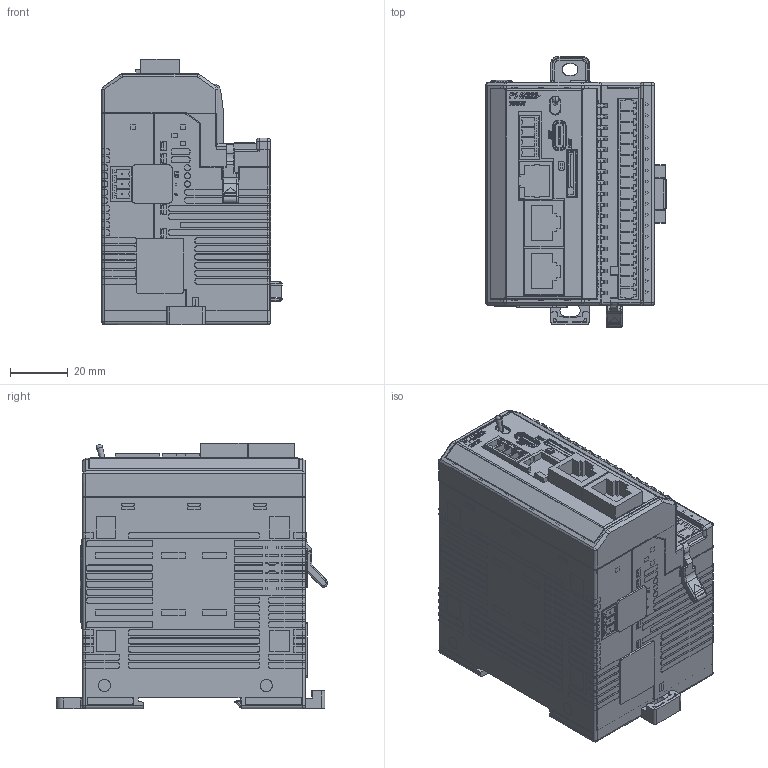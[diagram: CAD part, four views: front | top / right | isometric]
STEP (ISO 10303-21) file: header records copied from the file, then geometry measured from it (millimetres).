
FILE_DESCRIPTION (( 'STEP AP214' ), '1' );
FILE_NAME ('P1-M622-15DD2.STEP', '2025-05-20T15:41:56', ( '' ), ( '' ), 'SwSTEP 2.0', 'SolidWorks 2024', '' );
FILE_SCHEMA (( 'AUTOMOTIVE_DESIGN' ));
Length unit declared in the file: inch
Products named in the file (1): P1-M622-15DD2
Bounding box: 62.27 x 93.64 x 91.68 mm (x, y, z)
Volume: 35370.7 mm3; surface area: 76319.8 mm2
Topology: 12 solids, 23 shells, 3752 faces, 9816 edges, 6255 vertices
Faces by surface type: plane 2141, cylinder 886, bspline 687, cone 38
Entity records: 130103 total; most frequent: CARTESIAN_POINT 41669, ORIENTED_EDGE 19508, DIRECTION 16638, EDGE_CURVE 9754, VECTOR 6416, LINE 6416, VERTEX_POINT 6255, AXIS2_PLACEMENT_3D 5111
